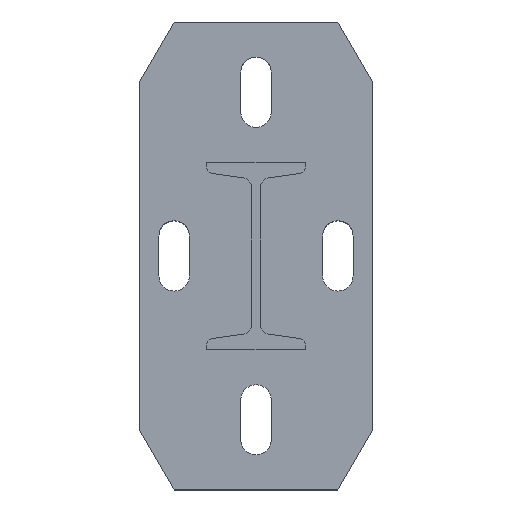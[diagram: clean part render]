
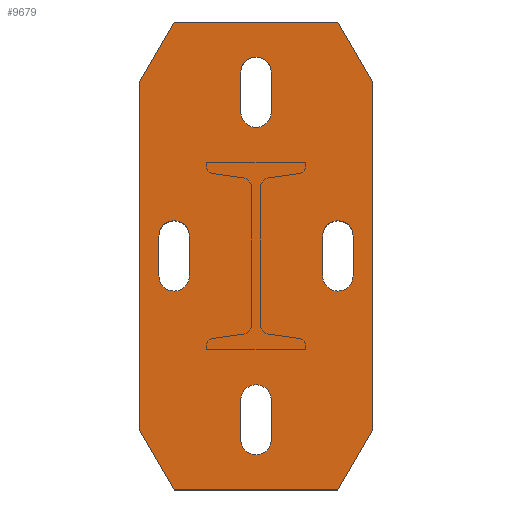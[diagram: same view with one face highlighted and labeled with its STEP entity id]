
A CAD part, top view. The second image highlights one B-rep face of the part: STEP entity #9679.
In plain terms, the highlighted planar face has unit normal (0, 0, 1).
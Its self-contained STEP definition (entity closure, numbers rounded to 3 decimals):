
#9105=DIRECTION('',(1.,0.,0.));
#9106=VECTOR('',#9105,148.038);
#9107=CARTESIAN_POINT('',(-74.019,50.,0.));
#9108=LINE('',#9107,#9106);
#9113=DIRECTION('',(-0.866,0.5,0.));
#9114=VECTOR('',#9113,30.);
#9115=CARTESIAN_POINT('',(100.,35.,0.));
#9116=LINE('',#9115,#9114);
#9117=DIRECTION('',(0.866,0.5,0.));
#9118=VECTOR('',#9117,30.);
#9119=CARTESIAN_POINT('',(74.019,-50.,0.));
#9120=LINE('',#9119,#9118);
#9121=DIRECTION('',(0.866,-0.5,0.));
#9122=VECTOR('',#9121,30.);
#9123=CARTESIAN_POINT('',(-100.,-35.,0.));
#9124=LINE('',#9123,#9122);
#9125=DIRECTION('',(-0.866,-0.5,0.));
#9126=VECTOR('',#9125,30.);
#9127=CARTESIAN_POINT('',(-74.019,50.,0.));
#9128=LINE('',#9127,#9126);
#9129=DIRECTION('',(-1.,0.,0.));
#9130=VECTOR('',#9129,17.);
#9131=CARTESIAN_POINT('',(78.5,-6.5,0.));
#9132=LINE('',#9131,#9130);
#9133=CARTESIAN_POINT('',(78.5,0.,0.));
#9134=DIRECTION('',(0.,0.,-1.));
#9135=DIRECTION('',(1.,0.,0.));
#9136=AXIS2_PLACEMENT_3D('',#9133,#9134,#9135);
#9138=CARTESIAN_POINT('',(78.5,0.,0.));
#9139=DIRECTION('',(0.,0.,-1.));
#9140=DIRECTION('',(0.,1.,0.));
#9141=AXIS2_PLACEMENT_3D('',#9138,#9139,#9140);
#9143=DIRECTION('',(1.,0.,0.));
#9144=VECTOR('',#9143,17.);
#9145=CARTESIAN_POINT('',(61.5,6.5,0.));
#9146=LINE('',#9145,#9144);
#9147=CARTESIAN_POINT('',(61.5,0.,0.));
#9148=DIRECTION('',(0.,0.,-1.));
#9149=DIRECTION('',(0.,-1.,0.));
#9150=AXIS2_PLACEMENT_3D('',#9147,#9148,#9149);
#9152=DIRECTION('',(1.,0.,0.));
#9153=VECTOR('',#9152,17.);
#9154=CARTESIAN_POINT('',(-78.5,6.5,0.));
#9155=LINE('',#9154,#9153);
#9156=CARTESIAN_POINT('',(-78.5,0.,0.));
#9157=DIRECTION('',(0.,0.,-1.));
#9158=DIRECTION('',(-1.,0.,0.));
#9159=AXIS2_PLACEMENT_3D('',#9156,#9157,#9158);
#9161=CARTESIAN_POINT('',(-78.5,0.,0.));
#9162=DIRECTION('',(0.,0.,-1.));
#9163=DIRECTION('',(0.,-1.,0.));
#9164=AXIS2_PLACEMENT_3D('',#9161,#9162,#9163);
#9166=DIRECTION('',(-1.,0.,0.));
#9167=VECTOR('',#9166,17.);
#9168=CARTESIAN_POINT('',(-61.5,-6.5,0.));
#9169=LINE('',#9168,#9167);
#9170=CARTESIAN_POINT('',(-61.5,0.,0.));
#9171=DIRECTION('',(0.,0.,-1.));
#9172=DIRECTION('',(1.,0.,0.));
#9173=AXIS2_PLACEMENT_3D('',#9170,#9171,#9172);
#9175=CARTESIAN_POINT('',(-61.5,0.,0.));
#9176=DIRECTION('',(0.,0.,-1.));
#9177=DIRECTION('',(0.,1.,0.));
#9178=AXIS2_PLACEMENT_3D('',#9175,#9176,#9177);
#9180=DIRECTION('',(-1.,0.,0.));
#9181=VECTOR('',#9180,17.);
#9182=CARTESIAN_POINT('',(8.5,-41.5,0.));
#9183=LINE('',#9182,#9181);
#9184=CARTESIAN_POINT('',(8.5,-35.,0.));
#9185=DIRECTION('',(0.,0.,-1.));
#9186=DIRECTION('',(1.,0.,0.));
#9187=AXIS2_PLACEMENT_3D('',#9184,#9185,#9186);
#9189=CARTESIAN_POINT('',(8.5,-35.,0.));
#9190=DIRECTION('',(0.,0.,-1.));
#9191=DIRECTION('',(0.,1.,0.));
#9192=AXIS2_PLACEMENT_3D('',#9189,#9190,#9191);
#9194=DIRECTION('',(1.,0.,0.));
#9195=VECTOR('',#9194,17.);
#9196=CARTESIAN_POINT('',(-8.5,-28.5,0.));
#9197=LINE('',#9196,#9195);
#9198=CARTESIAN_POINT('',(-8.5,-35.,0.));
#9199=DIRECTION('',(0.,0.,-1.));
#9200=DIRECTION('',(-1.,0.,0.));
#9201=AXIS2_PLACEMENT_3D('',#9198,#9199,#9200);
#9203=CARTESIAN_POINT('',(-8.5,-35.,0.));
#9204=DIRECTION('',(0.,0.,-1.));
#9205=DIRECTION('',(0.,-1.,0.));
#9206=AXIS2_PLACEMENT_3D('',#9203,#9204,#9205);
#9208=DIRECTION('',(-1.,0.,0.));
#9209=VECTOR('',#9208,17.);
#9210=CARTESIAN_POINT('',(8.5,28.5,0.));
#9211=LINE('',#9210,#9209);
#9212=CARTESIAN_POINT('',(8.5,35.,0.));
#9213=DIRECTION('',(0.,0.,-1.));
#9214=DIRECTION('',(1.,0.,0.));
#9215=AXIS2_PLACEMENT_3D('',#9212,#9213,#9214);
#9217=CARTESIAN_POINT('',(8.5,35.,0.));
#9218=DIRECTION('',(0.,0.,-1.));
#9219=DIRECTION('',(0.,1.,0.));
#9220=AXIS2_PLACEMENT_3D('',#9217,#9218,#9219);
#9222=DIRECTION('',(1.,0.,0.));
#9223=VECTOR('',#9222,17.);
#9224=CARTESIAN_POINT('',(-8.5,41.5,0.));
#9225=LINE('',#9224,#9223);
#9226=CARTESIAN_POINT('',(-8.5,35.,0.));
#9227=DIRECTION('',(0.,0.,-1.));
#9228=DIRECTION('',(-1.,0.,0.));
#9229=AXIS2_PLACEMENT_3D('',#9226,#9227,#9228);
#9231=CARTESIAN_POINT('',(-8.5,35.,0.));
#9232=DIRECTION('',(0.,0.,-1.));
#9233=DIRECTION('',(0.,-1.,0.));
#9234=AXIS2_PLACEMENT_3D('',#9231,#9232,#9233);
#9240=DIRECTION('',(0.,-1.,0.));
#9241=VECTOR('',#9240,70.);
#9242=CARTESIAN_POINT('',(100.,35.,0.));
#9243=LINE('',#9242,#9241);
#9252=DIRECTION('',(-1.,0.,0.));
#9253=VECTOR('',#9252,148.038);
#9254=CARTESIAN_POINT('',(74.019,-50.,0.));
#9255=LINE('',#9254,#9253);
#9264=DIRECTION('',(0.,1.,0.));
#9265=VECTOR('',#9264,70.);
#9266=CARTESIAN_POINT('',(-100.,-35.,0.));
#9267=LINE('',#9266,#9265);
#9384=CARTESIAN_POINT('',(85.,0.,0.));
#9386=VERTEX_POINT('',#9384);
#9390=CARTESIAN_POINT('',(78.5,6.5,0.));
#9391=VERTEX_POINT('',#9390);
#9396=CARTESIAN_POINT('',(-55.,0.,0.));
#9397=VERTEX_POINT('',#9396);
#9398=CARTESIAN_POINT('',(-61.5,6.5,0.));
#9399=VERTEX_POINT('',#9398);
#9404=CARTESIAN_POINT('',(15.,-35.,0.));
#9405=VERTEX_POINT('',#9404);
#9406=CARTESIAN_POINT('',(8.5,-28.5,0.));
#9407=VERTEX_POINT('',#9406);
#9412=CARTESIAN_POINT('',(15.,35.,0.));
#9413=VERTEX_POINT('',#9412);
#9414=CARTESIAN_POINT('',(8.5,41.5,0.));
#9415=VERTEX_POINT('',#9414);
#9416=CARTESIAN_POINT('',(-74.019,50.,0.));
#9417=CARTESIAN_POINT('',(74.019,50.,0.));
#9418=VERTEX_POINT('',#9416);
#9419=VERTEX_POINT('',#9417);
#9424=CARTESIAN_POINT('',(100.,35.,0.));
#9425=VERTEX_POINT('',#9424);
#9428=CARTESIAN_POINT('',(100.,-35.,0.));
#9429=VERTEX_POINT('',#9428);
#9432=CARTESIAN_POINT('',(74.019,-50.,0.));
#9433=VERTEX_POINT('',#9432);
#9436=CARTESIAN_POINT('',(-74.019,-50.,0.));
#9437=VERTEX_POINT('',#9436);
#9440=CARTESIAN_POINT('',(-100.,-35.,0.));
#9441=VERTEX_POINT('',#9440);
#9444=CARTESIAN_POINT('',(-100.,35.,0.));
#9445=VERTEX_POINT('',#9444);
#9472=CARTESIAN_POINT('',(78.5,-6.5,0.));
#9473=CARTESIAN_POINT('',(61.5,-6.5,0.));
#9474=VERTEX_POINT('',#9472);
#9475=VERTEX_POINT('',#9473);
#9476=CARTESIAN_POINT('',(61.5,6.5,0.));
#9477=VERTEX_POINT('',#9476);
#9478=CARTESIAN_POINT('',(-78.5,6.5,0.));
#9479=VERTEX_POINT('',#9478);
#9480=CARTESIAN_POINT('',(-61.5,-6.5,0.));
#9481=VERTEX_POINT('',#9480);
#9482=CARTESIAN_POINT('',(-78.5,-6.5,0.));
#9483=VERTEX_POINT('',#9482);
#9484=CARTESIAN_POINT('',(-85.,0.,0.));
#9485=VERTEX_POINT('',#9484);
#9486=CARTESIAN_POINT('',(8.5,-41.5,0.));
#9487=CARTESIAN_POINT('',(-8.5,-41.5,0.));
#9488=VERTEX_POINT('',#9486);
#9489=VERTEX_POINT('',#9487);
#9490=CARTESIAN_POINT('',(-15.,-35.,0.));
#9491=CARTESIAN_POINT('',(-8.5,-28.5,0.));
#9492=VERTEX_POINT('',#9490);
#9493=VERTEX_POINT('',#9491);
#9494=CARTESIAN_POINT('',(8.5,28.5,0.));
#9495=CARTESIAN_POINT('',(-8.5,28.5,0.));
#9496=VERTEX_POINT('',#9494);
#9497=VERTEX_POINT('',#9495);
#9498=CARTESIAN_POINT('',(-15.,35.,0.));
#9499=CARTESIAN_POINT('',(-8.5,41.5,0.));
#9500=VERTEX_POINT('',#9498);
#9501=VERTEX_POINT('',#9499);
#9604=CARTESIAN_POINT('',(100.,50.,0.));
#9605=DIRECTION('',(0.,0.,-1.));
#9606=DIRECTION('',(-1.,0.,0.));
#9607=AXIS2_PLACEMENT_3D('',#9604,#9605,#9606);
#9608=PLANE('',#9607);
#9609=ORIENTED_EDGE('',*,*,#9594,.T.);
#9611=ORIENTED_EDGE('',*,*,#9610,.F.);
#9613=ORIENTED_EDGE('',*,*,#9612,.T.);
#9615=ORIENTED_EDGE('',*,*,#9614,.F.);
#9617=ORIENTED_EDGE('',*,*,#9616,.T.);
#9619=ORIENTED_EDGE('',*,*,#9618,.F.);
#9621=ORIENTED_EDGE('',*,*,#9620,.T.);
#9623=ORIENTED_EDGE('',*,*,#9622,.F.);
#9624=EDGE_LOOP('',(#9609,#9611,#9613,#9615,#9617,#9619,#9621,#9623));
#9625=FACE_OUTER_BOUND('',#9624,.F.);
#9627=ORIENTED_EDGE('',*,*,#9626,.F.);
#9629=ORIENTED_EDGE('',*,*,#9628,.F.);
#9631=ORIENTED_EDGE('',*,*,#9630,.F.);
#9633=ORIENTED_EDGE('',*,*,#9632,.F.);
#9635=ORIENTED_EDGE('',*,*,#9634,.F.);
#9636=EDGE_LOOP('',(#9627,#9629,#9631,#9633,#9635));
#9637=FACE_BOUND('',#9636,.F.);
#9639=ORIENTED_EDGE('',*,*,#9638,.F.);
#9641=ORIENTED_EDGE('',*,*,#9640,.F.);
#9643=ORIENTED_EDGE('',*,*,#9642,.F.);
#9645=ORIENTED_EDGE('',*,*,#9644,.F.);
#9647=ORIENTED_EDGE('',*,*,#9646,.F.);
#9648=ORIENTED_EDGE('',*,*,#9511,.F.);
#9649=EDGE_LOOP('',(#9639,#9641,#9643,#9645,#9647,#9648));
#9650=FACE_BOUND('',#9649,.F.);
#9652=ORIENTED_EDGE('',*,*,#9651,.F.);
#9654=ORIENTED_EDGE('',*,*,#9653,.F.);
#9656=ORIENTED_EDGE('',*,*,#9655,.F.);
#9658=ORIENTED_EDGE('',*,*,#9657,.F.);
#9660=ORIENTED_EDGE('',*,*,#9659,.F.);
#9662=ORIENTED_EDGE('',*,*,#9661,.F.);
#9663=EDGE_LOOP('',(#9652,#9654,#9656,#9658,#9660,#9662));
#9664=FACE_BOUND('',#9663,.F.);
#9666=ORIENTED_EDGE('',*,*,#9665,.F.);
#9668=ORIENTED_EDGE('',*,*,#9667,.F.);
#9670=ORIENTED_EDGE('',*,*,#9669,.F.);
#9672=ORIENTED_EDGE('',*,*,#9671,.F.);
#9674=ORIENTED_EDGE('',*,*,#9673,.F.);
#9676=ORIENTED_EDGE('',*,*,#9675,.F.);
#9677=EDGE_LOOP('',(#9666,#9668,#9670,#9672,#9674,#9676));
#9678=FACE_BOUND('',#9677,.F.);
#9679=ADVANCED_FACE('',(#9625,#9637,#9650,#9664,#9678),#9608,.F.);
#9137=CIRCLE('',#9136,6.5);
#9142=CIRCLE('',#9141,6.5);
#9151=CIRCLE('',#9150,6.5);
#9160=CIRCLE('',#9159,6.5);
#9165=CIRCLE('',#9164,6.5);
#9174=CIRCLE('',#9173,6.5);
#9179=CIRCLE('',#9178,6.5);
#9188=CIRCLE('',#9187,6.5);
#9193=CIRCLE('',#9192,6.5);
#9202=CIRCLE('',#9201,6.5);
#9207=CIRCLE('',#9206,6.5);
#9216=CIRCLE('',#9215,6.5);
#9221=CIRCLE('',#9220,6.5);
#9230=CIRCLE('',#9229,6.5);
#9235=CIRCLE('',#9234,6.5);
#9511=EDGE_CURVE('',#9399,#9397,#9179,.T.);
#9594=EDGE_CURVE('',#9418,#9419,#9108,.T.);
#9610=EDGE_CURVE('',#9425,#9419,#9116,.T.);
#9612=EDGE_CURVE('',#9425,#9429,#9243,.T.);
#9614=EDGE_CURVE('',#9433,#9429,#9120,.T.);
#9616=EDGE_CURVE('',#9433,#9437,#9255,.T.);
#9618=EDGE_CURVE('',#9441,#9437,#9124,.T.);
#9620=EDGE_CURVE('',#9441,#9445,#9267,.T.);
#9622=EDGE_CURVE('',#9418,#9445,#9128,.T.);
#9626=EDGE_CURVE('',#9474,#9475,#9132,.T.);
#9628=EDGE_CURVE('',#9386,#9474,#9137,.T.);
#9630=EDGE_CURVE('',#9391,#9386,#9142,.T.);
#9632=EDGE_CURVE('',#9477,#9391,#9146,.T.);
#9634=EDGE_CURVE('',#9475,#9477,#9151,.T.);
#9638=EDGE_CURVE('',#9479,#9399,#9155,.T.);
#9640=EDGE_CURVE('',#9485,#9479,#9160,.T.);
#9642=EDGE_CURVE('',#9483,#9485,#9165,.T.);
#9644=EDGE_CURVE('',#9481,#9483,#9169,.T.);
#9646=EDGE_CURVE('',#9397,#9481,#9174,.T.);
#9651=EDGE_CURVE('',#9488,#9489,#9183,.T.);
#9653=EDGE_CURVE('',#9405,#9488,#9188,.T.);
#9655=EDGE_CURVE('',#9407,#9405,#9193,.T.);
#9657=EDGE_CURVE('',#9493,#9407,#9197,.T.);
#9659=EDGE_CURVE('',#9492,#9493,#9202,.T.);
#9661=EDGE_CURVE('',#9489,#9492,#9207,.T.);
#9665=EDGE_CURVE('',#9496,#9497,#9211,.T.);
#9667=EDGE_CURVE('',#9413,#9496,#9216,.T.);
#9669=EDGE_CURVE('',#9415,#9413,#9221,.T.);
#9671=EDGE_CURVE('',#9501,#9415,#9225,.T.);
#9673=EDGE_CURVE('',#9500,#9501,#9230,.T.);
#9675=EDGE_CURVE('',#9497,#9500,#9235,.T.);
